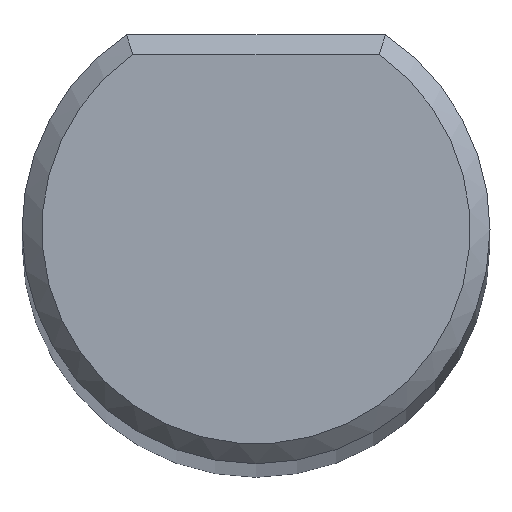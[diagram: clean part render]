
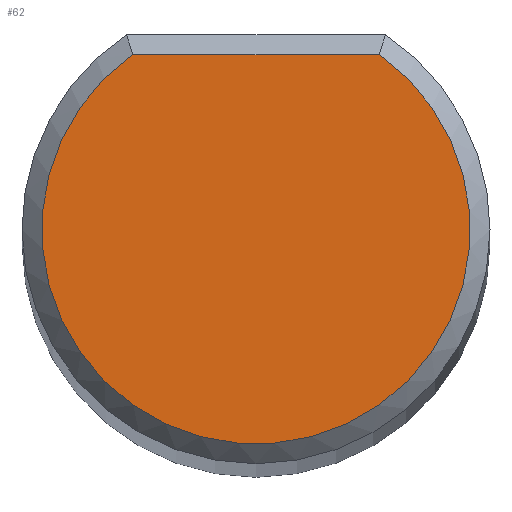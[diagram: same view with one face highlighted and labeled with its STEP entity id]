
A CAD part, top view. The second image highlights one B-rep face of the part: STEP entity #62.
In plain terms, the highlighted planar face has unit normal (0, 0, 1).
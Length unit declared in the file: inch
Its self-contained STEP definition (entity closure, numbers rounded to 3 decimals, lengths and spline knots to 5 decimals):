
#7 = DIRECTION ( 'NONE',  ( 1., 0., 0. ) ) ;
#19 = ORIENTED_EDGE ( 'NONE', *, *, #153, .T. ) ;
#25 = DIRECTION ( 'NONE',  ( 0., 1., 0. ) ) ;
#52 = FACE_OUTER_BOUND ( 'NONE', #157, .T. ) ;
#62 = ADVANCED_FACE ( 'NONE', ( #52 ), #298, .T. ) ;
#68 = AXIS2_PLACEMENT_3D ( 'NONE', #273, #217, #7 ) ;
#99 = CARTESIAN_POINT ( 'NONE',  ( 0., 0.08843, 3.93701 ) ) ;
#126 = ORIENTED_EDGE ( 'NONE', *, *, #361, .F. ) ;
#153 = EDGE_CURVE ( 'NONE', #186, #289, #263, .T. ) ;
#157 = EDGE_LOOP ( 'NONE', ( #126, #19 ) ) ;
#186 = VERTEX_POINT ( 'NONE', #220 ) ;
#196 = CARTESIAN_POINT ( 'NONE',  ( -0.0622, 0.08843, 3.93701 ) ) ;
#203 = DIRECTION ( 'NONE',  ( 0., 0., -1. ) ) ;
#217 = DIRECTION ( 'NONE',  ( 0., 0., 1. ) ) ;
#220 = CARTESIAN_POINT ( 'NONE',  ( 0.0622, 0.08843, 3.93701 ) ) ;
#263 = LINE ( 'NONE', #99, #287 ) ;
#273 = CARTESIAN_POINT ( 'NONE',  ( 0., 0., 3.93701 ) ) ;
#287 = VECTOR ( 'NONE', #305, 39.37008 ) ;
#289 = VERTEX_POINT ( 'NONE', #196 ) ;
#292 = AXIS2_PLACEMENT_3D ( 'NONE', #364, #203, #25 ) ;
#298 = PLANE ( 'NONE',  #68 ) ;
#305 = DIRECTION ( 'NONE',  ( -1., 0., 0. ) ) ;
#322 = CIRCLE ( 'NONE', #292, 0.10811 ) ;
#361 = EDGE_CURVE ( 'NONE', #186, #289, #322, .T. ) ;
#364 = CARTESIAN_POINT ( 'NONE',  ( 0., 0., 3.93701 ) ) ;
